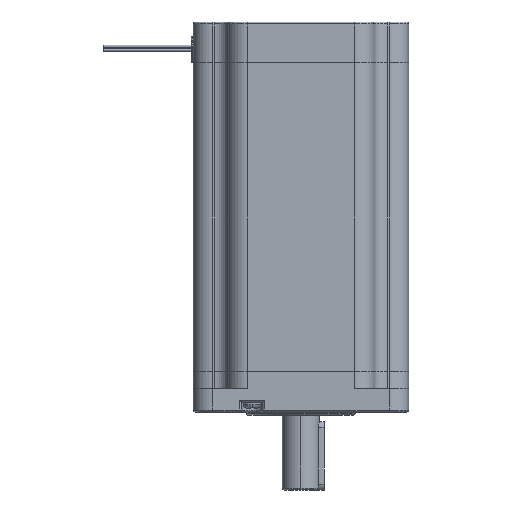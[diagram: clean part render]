
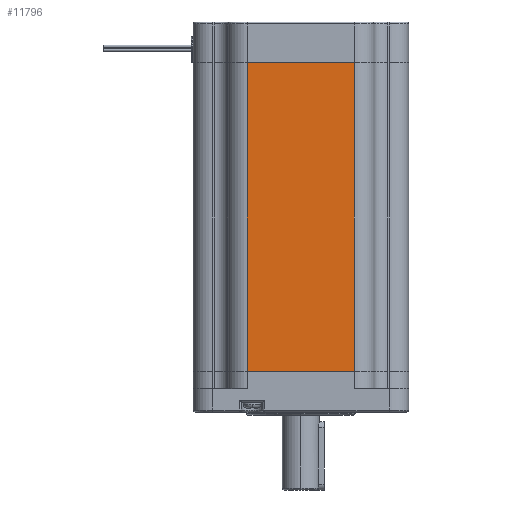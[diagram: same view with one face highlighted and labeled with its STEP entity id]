
A CAD part, left-side view. The second image highlights one B-rep face of the part: STEP entity #11796.
In plain terms, the highlighted planar face has unit normal (-1, 0, 0).
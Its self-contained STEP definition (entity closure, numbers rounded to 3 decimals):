
#1898 = ORIENTED_EDGE ( 'NONE', *, *, #3688, .T. ) ;
#1961 = CARTESIAN_POINT ( 'NONE',  ( -55.25, -27.45, 200. ) ) ;
#2311 = DIRECTION ( 'NONE',  ( 0., -1., 0. ) ) ;
#2701 = VERTEX_POINT ( 'NONE', #9830 ) ;
#3074 = LINE ( 'NONE', #11805, #11386 ) ;
#3219 = LINE ( 'NONE', #1961, #4271 ) ;
#3415 = CARTESIAN_POINT ( 'NONE',  ( -55.25, 0., 178.99 ) ) ;
#3688 = EDGE_CURVE ( 'NONE', #2701, #3909, #10564, .T. ) ;
#3697 = CARTESIAN_POINT ( 'NONE',  ( -55.25, -27.45, 21.01 ) ) ;
#3836 = DIRECTION ( 'NONE',  ( 0., -1., 0. ) ) ;
#3909 = VERTEX_POINT ( 'NONE', #4181 ) ;
#4122 = DIRECTION ( 'NONE',  ( 0., 0., -1. ) ) ;
#4181 = CARTESIAN_POINT ( 'NONE',  ( -55.25, 27.45, 21.01 ) ) ;
#4267 = DIRECTION ( 'NONE',  ( 0., 0., 1. ) ) ;
#4271 = VECTOR ( 'NONE', #4267, 1000. ) ;
#4589 = VECTOR ( 'NONE', #9198, 1000. ) ;
#4737 = AXIS2_PLACEMENT_3D ( 'NONE', #7679, #6463, #4122 ) ;
#4965 = LINE ( 'NONE', #3415, #13136 ) ;
#5033 = EDGE_CURVE ( 'NONE', #3909, #11132, #3074, .T. ) ;
#6443 = EDGE_LOOP ( 'NONE', ( #11715, #13772, #12761, #1898 ) ) ;
#6463 = DIRECTION ( 'NONE',  ( 1., 0., 0. ) ) ;
#6645 = FACE_OUTER_BOUND ( 'NONE', #6443, .T. ) ;
#6963 = VERTEX_POINT ( 'NONE', #14697 ) ;
#7679 = CARTESIAN_POINT ( 'NONE',  ( -55.25, -55.25, 200. ) ) ;
#8315 = EDGE_CURVE ( 'NONE', #2701, #6963, #4965, .T. ) ;
#9198 = DIRECTION ( 'NONE',  ( 0., 0., -1. ) ) ;
#9830 = CARTESIAN_POINT ( 'NONE',  ( -55.25, 27.45, 178.99 ) ) ;
#9872 = PLANE ( 'NONE',  #4737 ) ;
#10564 = LINE ( 'NONE', #12701, #4589 ) ;
#11132 = VERTEX_POINT ( 'NONE', #3697 ) ;
#11386 = VECTOR ( 'NONE', #3836, 1000. ) ;
#11715 = ORIENTED_EDGE ( 'NONE', *, *, #5033, .T. ) ;
#11796 = ADVANCED_FACE ( 'NONE', ( #6645 ), #9872, .F. ) ;
#11805 = CARTESIAN_POINT ( 'NONE',  ( -55.25, 0., 21.01 ) ) ;
#11890 = EDGE_CURVE ( 'NONE', #11132, #6963, #3219, .T. ) ;
#12701 = CARTESIAN_POINT ( 'NONE',  ( -55.25, 27.45, 200. ) ) ;
#12761 = ORIENTED_EDGE ( 'NONE', *, *, #8315, .F. ) ;
#13136 = VECTOR ( 'NONE', #2311, 1000. ) ;
#13772 = ORIENTED_EDGE ( 'NONE', *, *, #11890, .T. ) ;
#14697 = CARTESIAN_POINT ( 'NONE',  ( -55.25, -27.45, 178.99 ) ) ;
